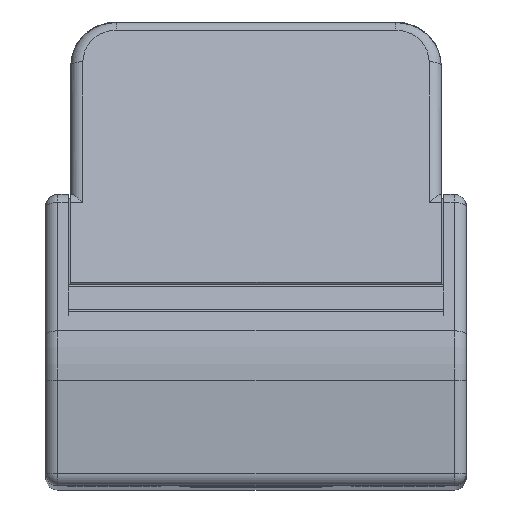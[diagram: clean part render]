
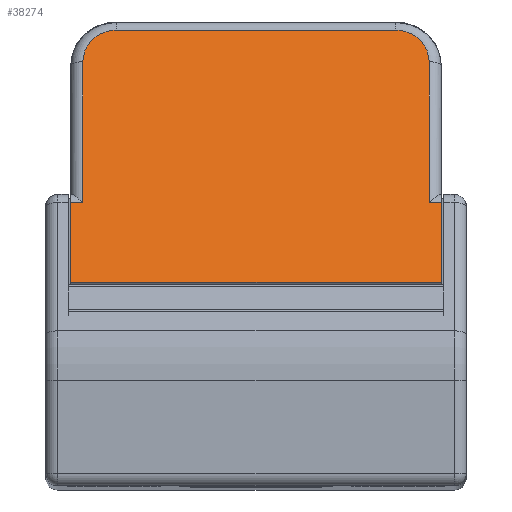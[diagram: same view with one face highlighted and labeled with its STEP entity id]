
A CAD part, top view. The second image highlights one B-rep face of the part: STEP entity #38274.
In plain terms, the highlighted planar face has unit normal (0, 0.327, 0.945).
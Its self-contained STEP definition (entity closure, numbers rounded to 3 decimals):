
#371 = VECTOR ( 'NONE', #44604, 1000. ) ;
#838 = VECTOR ( 'NONE', #24818, 1000. ) ;
#1114 = CIRCLE ( 'NONE', #36736, 2.2 ) ;
#1155 = DIRECTION ( 'NONE',  ( 0., -0.945, 0.327 ) ) ;
#1410 = EDGE_CURVE ( 'NONE', #11766, #4721, #21335, .T. ) ;
#2428 = ORIENTED_EDGE ( 'NONE', *, *, #22431, .T. ) ;
#2731 = CARTESIAN_POINT ( 'NONE',  ( 0., 2.192, 6.342 ) ) ;
#2972 = VERTEX_POINT ( 'NONE', #43131 ) ;
#3191 = CARTESIAN_POINT ( 'NONE',  ( 0., 9.094, 3.956 ) ) ;
#3762 = ORIENTED_EDGE ( 'NONE', *, *, #18707, .T. ) ;
#3808 = EDGE_CURVE ( 'NONE', #20214, #13902, #30644, .T. ) ;
#3973 = VERTEX_POINT ( 'NONE', #35012 ) ;
#3980 = EDGE_CURVE ( 'NONE', #11766, #13902, #14588, .T. ) ;
#4721 = VERTEX_POINT ( 'NONE', #32061 ) ;
#5552 = LINE ( 'NONE', #19743, #43296 ) ;
#6121 = VECTOR ( 'NONE', #14132, 1000. ) ;
#7080 = ORIENTED_EDGE ( 'NONE', *, *, #15262, .T. ) ;
#7415 = ORIENTED_EDGE ( 'NONE', *, *, #35839, .F. ) ;
#7762 = EDGE_CURVE ( 'NONE', #11775, #19101, #5552, .T. ) ;
#8147 = DIRECTION ( 'NONE',  ( 0., 0.327, 0.945 ) ) ;
#8939 = CARTESIAN_POINT ( 'NONE',  ( -21.433, 3.846, 5.77 ) ) ;
#9609 = LINE ( 'NONE', #8939, #36674 ) ;
#10158 = DIRECTION ( 'NONE',  ( 0., -0.945, 0.327 ) ) ;
#10282 = ORIENTED_EDGE ( 'NONE', *, *, #24417, .T. ) ;
#10438 = ORIENTED_EDGE ( 'NONE', *, *, #1410, .F. ) ;
#11766 = VERTEX_POINT ( 'NONE', #21016 ) ;
#11775 = VERTEX_POINT ( 'NONE', #25181 ) ;
#12097 = VECTOR ( 'NONE', #34565, 1000. ) ;
#12842 = LINE ( 'NONE', #33281, #23763 ) ;
#13015 = CARTESIAN_POINT ( 'NONE',  ( 0., 3.846, 5.77 ) ) ;
#13473 = VERTEX_POINT ( 'NONE', #44253 ) ;
#13902 = VERTEX_POINT ( 'NONE', #28471 ) ;
#14132 = DIRECTION ( 'NONE',  ( -1., 0., 0. ) ) ;
#14337 = FACE_OUTER_BOUND ( 'NONE', #39828, .T. ) ;
#14588 = LINE ( 'NONE', #3191, #6121 ) ;
#15262 = EDGE_CURVE ( 'NONE', #19101, #36340, #12842, .T. ) ;
#17804 = CARTESIAN_POINT ( 'NONE',  ( 24.35, 2.192, 6.342 ) ) ;
#18707 = EDGE_CURVE ( 'NONE', #3973, #13473, #29732, .T. ) ;
#18775 = CARTESIAN_POINT ( 'NONE',  ( 21.35, 18.356, 0.754 ) ) ;
#19101 = VERTEX_POINT ( 'NONE', #41058 ) ;
#19743 = CARTESIAN_POINT ( 'NONE',  ( 23.55, 9.094, 3.956 ) ) ;
#20049 = EDGE_CURVE ( 'NONE', #13473, #4721, #34630, .T. ) ;
#20214 = VERTEX_POINT ( 'NONE', #13015 ) ;
#21016 = CARTESIAN_POINT ( 'NONE',  ( 0.8, 9.094, 3.956 ) ) ;
#21301 = DIRECTION ( 'NONE',  ( 0., -0.945, 0.327 ) ) ;
#21335 = LINE ( 'NONE', #42945, #838 ) ;
#21508 = CARTESIAN_POINT ( 'NONE',  ( -21.433, 2.192, 6.342 ) ) ;
#21781 = ORIENTED_EDGE ( 'NONE', *, *, #3808, .F. ) ;
#22431 = EDGE_CURVE ( 'NONE', #20214, #2972, #9609, .T. ) ;
#23046 = DIRECTION ( 'NONE',  ( 0., 0.945, -0.327 ) ) ;
#23763 = VECTOR ( 'NONE', #23046, 1000. ) ;
#24417 = EDGE_CURVE ( 'NONE', #36340, #3973, #1114, .T. ) ;
#24818 = DIRECTION ( 'NONE',  ( 0., 0.945, -0.327 ) ) ;
#24867 = CARTESIAN_POINT ( 'NONE',  ( 23.55, 18.356, 0.754 ) ) ;
#24934 = AXIS2_PLACEMENT_3D ( 'NONE', #21508, #41982, #10158 ) ;
#25181 = CARTESIAN_POINT ( 'NONE',  ( 24.35, 9.094, 3.956 ) ) ;
#26103 = ORIENTED_EDGE ( 'NONE', *, *, #7762, .T. ) ;
#26259 = VECTOR ( 'NONE', #41966, 1000. ) ;
#27779 = PLANE ( 'NONE',  #24934 ) ;
#28471 = CARTESIAN_POINT ( 'NONE',  ( 0., 9.094, 3.956 ) ) ;
#28721 = DIRECTION ( 'NONE',  ( 0., 0.327, 0.945 ) ) ;
#29732 = LINE ( 'NONE', #34126, #371 ) ;
#30299 = DIRECTION ( 'NONE',  ( 1., 0., 0. ) ) ;
#30403 = DIRECTION ( 'NONE',  ( -1., 0., 0. ) ) ;
#30644 = LINE ( 'NONE', #2731, #12097 ) ;
#30936 = ORIENTED_EDGE ( 'NONE', *, *, #3980, .T. ) ;
#31654 = AXIS2_PLACEMENT_3D ( 'NONE', #39969, #8147, #1155 ) ;
#32061 = CARTESIAN_POINT ( 'NONE',  ( 0.8, 18.356, 0.754 ) ) ;
#32604 = ORIENTED_EDGE ( 'NONE', *, *, #20049, .T. ) ;
#33281 = CARTESIAN_POINT ( 'NONE',  ( 23.55, 8.663, 4.105 ) ) ;
#34126 = CARTESIAN_POINT ( 'NONE',  ( -21.433, 20.435, 0.035 ) ) ;
#34565 = DIRECTION ( 'NONE',  ( 0., 0.945, -0.327 ) ) ;
#34630 = CIRCLE ( 'NONE', #31654, 2.2 ) ;
#35012 = CARTESIAN_POINT ( 'NONE',  ( 21.35, 20.435, 0.035 ) ) ;
#35839 = EDGE_CURVE ( 'NONE', #11775, #2972, #38463, .T. ) ;
#36340 = VERTEX_POINT ( 'NONE', #24867 ) ;
#36674 = VECTOR ( 'NONE', #30299, 1000. ) ;
#36736 = AXIS2_PLACEMENT_3D ( 'NONE', #18775, #28721, #21301 ) ;
#38274 = ADVANCED_FACE ( 'NONE', ( #14337 ), #27779, .T. ) ;
#38463 = LINE ( 'NONE', #17804, #26259 ) ;
#39828 = EDGE_LOOP ( 'NONE', ( #10438, #30936, #21781, #2428, #7415, #26103, #7080, #10282, #3762, #32604 ) ) ;
#39969 = CARTESIAN_POINT ( 'NONE',  ( 3., 18.356, 0.754 ) ) ;
#41058 = CARTESIAN_POINT ( 'NONE',  ( 23.55, 9.094, 3.956 ) ) ;
#41966 = DIRECTION ( 'NONE',  ( 0., -0.945, 0.327 ) ) ;
#41982 = DIRECTION ( 'NONE',  ( 0., 0.327, 0.945 ) ) ;
#42945 = CARTESIAN_POINT ( 'NONE',  ( 0.8, 8.663, 4.105 ) ) ;
#43131 = CARTESIAN_POINT ( 'NONE',  ( 24.35, 3.846, 5.77 ) ) ;
#43296 = VECTOR ( 'NONE', #30403, 1000. ) ;
#44253 = CARTESIAN_POINT ( 'NONE',  ( 3., 20.435, 0.035 ) ) ;
#44604 = DIRECTION ( 'NONE',  ( -1., 0., 0. ) ) ;
